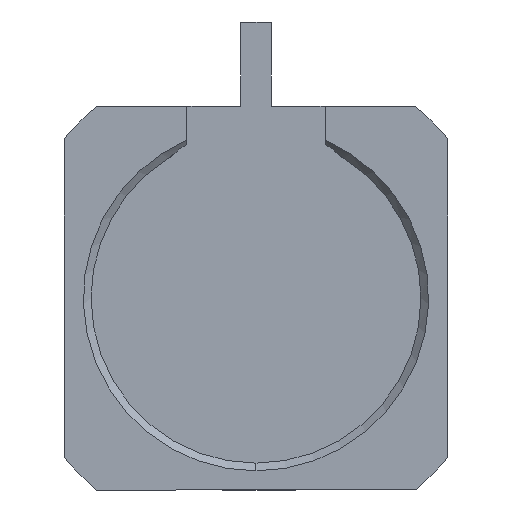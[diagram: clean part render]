
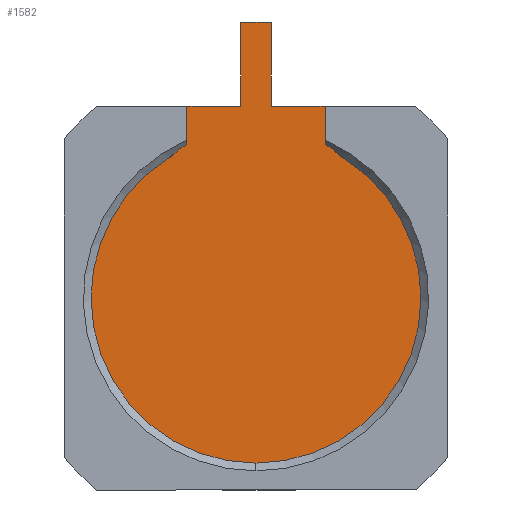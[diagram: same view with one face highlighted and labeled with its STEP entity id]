
A CAD part, front view. The second image highlights one B-rep face of the part: STEP entity #1582.
In plain terms, the highlighted planar face has unit normal (0, -1, 0).
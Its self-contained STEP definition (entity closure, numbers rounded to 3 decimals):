
#22 = DIRECTION ( 'NONE',  ( 0., -1., 0. ) ) ;
#26 = AXIS2_PLACEMENT_3D ( 'NONE', #1111, #288, #1101 ) ;
#41 = EDGE_CURVE ( 'NONE', #458, #2041, #755, .T. ) ;
#56 = ORIENTED_EDGE ( 'NONE', *, *, #155, .T. ) ;
#64 = VECTOR ( 'NONE', #911, 1000. ) ;
#71 = DIRECTION ( 'NONE',  ( -1., 0., 0. ) ) ;
#123 = AXIS2_PLACEMENT_3D ( 'NONE', #1296, #314, #1460 ) ;
#124 = EDGE_CURVE ( 'NONE', #723, #1427, #1646, .T. ) ;
#142 = CARTESIAN_POINT ( 'NONE',  ( -0.9, -4.04, 1.953 ) ) ;
#155 = EDGE_CURVE ( 'NONE', #925, #853, #188, .T. ) ;
#176 = ORIENTED_EDGE ( 'NONE', *, *, #1326, .T. ) ;
#188 = CIRCLE ( 'NONE', #1698, 3.6 ) ;
#192 = CARTESIAN_POINT ( 'NONE',  ( 0., -4.04, 0. ) ) ;
#234 = CARTESIAN_POINT ( 'NONE',  ( -0.9, -4.04, 1.997 ) ) ;
#237 = EDGE_CURVE ( 'NONE', #853, #769, #1379, .T. ) ;
#251 = ORIENTED_EDGE ( 'NONE', *, *, #124, .F. ) ;
#288 = DIRECTION ( 'NONE',  ( 0., 1., 0. ) ) ;
#295 = ORIENTED_EDGE ( 'NONE', *, *, #702, .T. ) ;
#314 = DIRECTION ( 'NONE',  ( 0., 1., 0. ) ) ;
#366 = ORIENTED_EDGE ( 'NONE', *, *, #1919, .T. ) ;
#423 = ORIENTED_EDGE ( 'NONE', *, *, #924, .T. ) ;
#432 = CARTESIAN_POINT ( 'NONE',  ( 0., -4.04, 0. ) ) ;
#453 = ORIENTED_EDGE ( 'NONE', *, *, #1030, .T. ) ;
#458 = VERTEX_POINT ( 'NONE', #483 ) ;
#475 = EDGE_CURVE ( 'NONE', #1981, #590, #1616, .T. ) ;
#483 = CARTESIAN_POINT ( 'NONE',  ( 2.15, -4.04, 0. ) ) ;
#484 = DIRECTION ( 'NONE',  ( -1., 0., 0. ) ) ;
#502 = VECTOR ( 'NONE', #735, 1000. ) ;
#505 = DIRECTION ( 'NONE',  ( -1., 0., 0. ) ) ;
#522 = VERTEX_POINT ( 'NONE', #1773 ) ;
#523 = CARTESIAN_POINT ( 'NONE',  ( 0.2, -4.04, 3.594 ) ) ;
#551 = EDGE_CURVE ( 'NONE', #723, #1920, #1841, .T. ) ;
#561 = CARTESIAN_POINT ( 'NONE',  ( -0.9, -4.04, 2.5 ) ) ;
#580 = CARTESIAN_POINT ( 'NONE',  ( 0.9, -4.04, 2.5 ) ) ;
#582 = VECTOR ( 'NONE', #1227, 1000. ) ;
#584 = CIRCLE ( 'NONE', #771, 0.5 ) ;
#590 = VERTEX_POINT ( 'NONE', #234 ) ;
#594 = DIRECTION ( 'NONE',  ( 0., -1., 0. ) ) ;
#630 = DIRECTION ( 'NONE',  ( 0., -1., 0. ) ) ;
#657 = CARTESIAN_POINT ( 'NONE',  ( -0.2, -4.04, 2. ) ) ;
#672 = DIRECTION ( 'NONE',  ( 0., 1., 0. ) ) ;
#676 = VERTEX_POINT ( 'NONE', #1196 ) ;
#702 = EDGE_CURVE ( 'NONE', #2041, #1427, #908, .T. ) ;
#723 = VERTEX_POINT ( 'NONE', #1767 ) ;
#728 = ORIENTED_EDGE ( 'NONE', *, *, #41, .T. ) ;
#735 = DIRECTION ( 'NONE',  ( -1., 0., 0. ) ) ;
#747 = DIRECTION ( 'NONE',  ( 0., 1., 0. ) ) ;
#755 = CIRCLE ( 'NONE', #1966, 2.15 ) ;
#769 = VERTEX_POINT ( 'NONE', #799 ) ;
#771 = AXIS2_PLACEMENT_3D ( 'NONE', #1728, #747, #1903 ) ;
#792 = VECTOR ( 'NONE', #1872, 1000. ) ;
#799 = CARTESIAN_POINT ( 'NONE',  ( -0.2, -4.04, 2.5 ) ) ;
#818 = CARTESIAN_POINT ( 'NONE',  ( 1.002, -4.04, 1.947 ) ) ;
#853 = VERTEX_POINT ( 'NONE', #2023 ) ;
#898 = CIRCLE ( 'NONE', #1657, 2.15 ) ;
#908 = CIRCLE ( 'NONE', #26, 0.5 ) ;
#911 = DIRECTION ( 'NONE',  ( 0., 0., 1. ) ) ;
#924 = EDGE_CURVE ( 'NONE', #995, #522, #898, .T. ) ;
#925 = VERTEX_POINT ( 'NONE', #523 ) ;
#936 = VECTOR ( 'NONE', #1569, 1000. ) ;
#948 = VERTEX_POINT ( 'NONE', #1846 ) ;
#979 = ORIENTED_EDGE ( 'NONE', *, *, #475, .T. ) ;
#991 = LINE ( 'NONE', #580, #936 ) ;
#995 = VERTEX_POINT ( 'NONE', #1937 ) ;
#1030 = EDGE_CURVE ( 'NONE', #522, #458, #1204, .T. ) ;
#1035 = AXIS2_PLACEMENT_3D ( 'NONE', #1517, #672, #505 ) ;
#1053 = DIRECTION ( 'NONE',  ( 0., 1., 0. ) ) ;
#1075 = CIRCLE ( 'NONE', #1676, 2.19 ) ;
#1077 = CARTESIAN_POINT ( 'NONE',  ( 0.2, -4.04, 2. ) ) ;
#1101 = DIRECTION ( 'NONE',  ( 1., 0., 0. ) ) ;
#1111 = CARTESIAN_POINT ( 'NONE',  ( 1.4, -4.04, 2.25 ) ) ;
#1138 = DIRECTION ( 'NONE',  ( -1., 0., 0. ) ) ;
#1196 = CARTESIAN_POINT ( 'NONE',  ( -1.002, -4.04, 1.947 ) ) ;
#1204 = CIRCLE ( 'NONE', #1731, 2.15 ) ;
#1227 = DIRECTION ( 'NONE',  ( 0., 0., 1. ) ) ;
#1231 = CARTESIAN_POINT ( 'NONE',  ( 0.9, -4.04, 2.5 ) ) ;
#1238 = CARTESIAN_POINT ( 'NONE',  ( 1.136, -4.04, 1.825 ) ) ;
#1256 = EDGE_CURVE ( 'NONE', #676, #590, #1075, .T. ) ;
#1296 = CARTESIAN_POINT ( 'NONE',  ( 0., -4.04, 0. ) ) ;
#1325 = VECTOR ( 'NONE', #1850, 1000. ) ;
#1326 = EDGE_CURVE ( 'NONE', #1920, #948, #991, .T. ) ;
#1349 = EDGE_CURVE ( 'NONE', #948, #925, #1370, .T. ) ;
#1353 = CARTESIAN_POINT ( 'NONE',  ( 0.9, -4.04, 2.5 ) ) ;
#1370 = LINE ( 'NONE', #1077, #64 ) ;
#1379 = LINE ( 'NONE', #657, #1325 ) ;
#1390 = LINE ( 'NONE', #1716, #502 ) ;
#1396 = ORIENTED_EDGE ( 'NONE', *, *, #1990, .T. ) ;
#1427 = VERTEX_POINT ( 'NONE', #818 ) ;
#1460 = DIRECTION ( 'NONE',  ( 1., 0., 0. ) ) ;
#1510 = CARTESIAN_POINT ( 'NONE',  ( 0., -4.04, 0. ) ) ;
#1514 = ORIENTED_EDGE ( 'NONE', *, *, #551, .T. ) ;
#1517 = CARTESIAN_POINT ( 'NONE',  ( 0., -4.04, 0. ) ) ;
#1529 = DIRECTION ( 'NONE',  ( -1., 0., 0. ) ) ;
#1558 = ORIENTED_EDGE ( 'NONE', *, *, #1349, .T. ) ;
#1569 = DIRECTION ( 'NONE',  ( -1., 0., 0. ) ) ;
#1582 = ADVANCED_FACE ( 'NONE', ( #1608 ), #1626, .F. ) ;
#1608 = FACE_OUTER_BOUND ( 'NONE', #1982, .T. ) ;
#1616 = LINE ( 'NONE', #142, #792 ) ;
#1626 = PLANE ( 'NONE',  #123 ) ;
#1646 = CIRCLE ( 'NONE', #1035, 2.19 ) ;
#1652 = CARTESIAN_POINT ( 'NONE',  ( 0., -4.04, 0. ) ) ;
#1657 = AXIS2_PLACEMENT_3D ( 'NONE', #1510, #1972, #1138 ) ;
#1676 = AXIS2_PLACEMENT_3D ( 'NONE', #2048, #1053, #71 ) ;
#1698 = AXIS2_PLACEMENT_3D ( 'NONE', #192, #22, #1791 ) ;
#1716 = CARTESIAN_POINT ( 'NONE',  ( 0.9, -4.04, 2.5 ) ) ;
#1728 = CARTESIAN_POINT ( 'NONE',  ( -1.4, -4.04, 2.25 ) ) ;
#1731 = AXIS2_PLACEMENT_3D ( 'NONE', #1652, #630, #484 ) ;
#1767 = CARTESIAN_POINT ( 'NONE',  ( 0.9, -4.04, 1.997 ) ) ;
#1773 = CARTESIAN_POINT ( 'NONE',  ( -2.15, -4.04, 0. ) ) ;
#1791 = DIRECTION ( 'NONE',  ( -1., 0., 0. ) ) ;
#1841 = LINE ( 'NONE', #1353, #582 ) ;
#1846 = CARTESIAN_POINT ( 'NONE',  ( 0.2, -4.04, 2.5 ) ) ;
#1850 = DIRECTION ( 'NONE',  ( 0., 0., -1. ) ) ;
#1872 = DIRECTION ( 'NONE',  ( 0., 0., -1. ) ) ;
#1903 = DIRECTION ( 'NONE',  ( 1., 0., 0. ) ) ;
#1919 = EDGE_CURVE ( 'NONE', #676, #995, #584, .T. ) ;
#1920 = VERTEX_POINT ( 'NONE', #1231 ) ;
#1937 = CARTESIAN_POINT ( 'NONE',  ( -1.136, -4.04, 1.825 ) ) ;
#1966 = AXIS2_PLACEMENT_3D ( 'NONE', #432, #594, #1529 ) ;
#1972 = DIRECTION ( 'NONE',  ( 0., -1., 0. ) ) ;
#1981 = VERTEX_POINT ( 'NONE', #561 ) ;
#1982 = EDGE_LOOP ( 'NONE', ( #2043, #1396, #979, #2102, #366, #423, #453, #728, #295, #251, #1514, #176, #1558, #56 ) ) ;
#1990 = EDGE_CURVE ( 'NONE', #769, #1981, #1390, .T. ) ;
#2023 = CARTESIAN_POINT ( 'NONE',  ( -0.2, -4.04, 3.594 ) ) ;
#2041 = VERTEX_POINT ( 'NONE', #1238 ) ;
#2043 = ORIENTED_EDGE ( 'NONE', *, *, #237, .T. ) ;
#2048 = CARTESIAN_POINT ( 'NONE',  ( 0., -4.04, 0. ) ) ;
#2102 = ORIENTED_EDGE ( 'NONE', *, *, #1256, .F. ) ;
